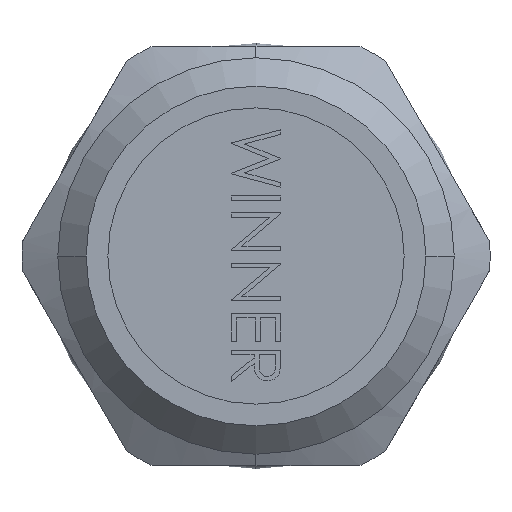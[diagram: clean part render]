
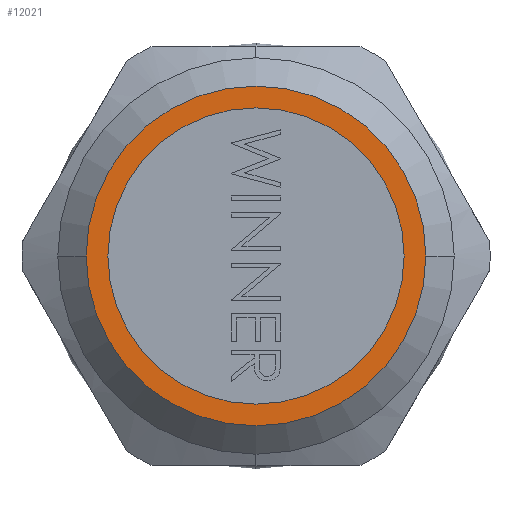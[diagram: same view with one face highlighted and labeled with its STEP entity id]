
A CAD part, left-side view. The second image highlights one B-rep face of the part: STEP entity #12021.
In plain terms, the highlighted planar face has unit normal (-1, 0, 0).
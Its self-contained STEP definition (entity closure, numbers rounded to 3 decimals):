
#93 = EDGE_LOOP ( 'NONE', ( #7320, #5987 ) ) ;
#767 = DIRECTION ( 'NONE',  ( 0., -1., 0. ) ) ;
#825 = DIRECTION ( 'NONE',  ( 0., 0., 1. ) ) ;
#1330 = DIRECTION ( 'NONE',  ( 0., -1., 0. ) ) ;
#1398 = VERTEX_POINT ( 'NONE', #6340 ) ;
#1462 = AXIS2_PLACEMENT_3D ( 'NONE', #12025, #6476, #825 ) ;
#2327 = CARTESIAN_POINT ( 'NONE',  ( -15.55, -9., 0. ) ) ;
#2412 = CARTESIAN_POINT ( 'NONE',  ( -15.55, 0., 0. ) ) ;
#3132 = EDGE_CURVE ( 'NONE', #10182, #10989, #6590, .T. ) ;
#3163 = CIRCLE ( 'NONE', #10565, 7.85 ) ;
#3663 = CARTESIAN_POINT ( 'NONE',  ( -15.55, 9., 0. ) ) ;
#4003 = EDGE_CURVE ( 'NONE', #10989, #10182, #10126, .T. ) ;
#4039 = CIRCLE ( 'NONE', #1462, 7.85 ) ;
#4403 = EDGE_LOOP ( 'NONE', ( #5267, #10740 ) ) ;
#4420 = EDGE_CURVE ( 'NONE', #1398, #8238, #4039, .T. ) ;
#4990 = DIRECTION ( 'NONE',  ( 1., 0., 0. ) ) ;
#5267 = ORIENTED_EDGE ( 'NONE', *, *, #10332, .F. ) ;
#5290 = DIRECTION ( 'NONE',  ( 0., 1., 0. ) ) ;
#5599 = CARTESIAN_POINT ( 'NONE',  ( -15.55, 0., 0. ) ) ;
#5840 = CARTESIAN_POINT ( 'NONE',  ( -15.55, 0., 7.85 ) ) ;
#5987 = ORIENTED_EDGE ( 'NONE', *, *, #4003, .F. ) ;
#6330 = CARTESIAN_POINT ( 'NONE',  ( -15.55, 0., 0. ) ) ;
#6340 = CARTESIAN_POINT ( 'NONE',  ( -15.55, 0., -7.85 ) ) ;
#6476 = DIRECTION ( 'NONE',  ( -1., 0., 0. ) ) ;
#6590 = CIRCLE ( 'NONE', #6982, 9. ) ;
#6982 = AXIS2_PLACEMENT_3D ( 'NONE', #5599, #12219, #767 ) ;
#7244 = PLANE ( 'NONE',  #7804 ) ;
#7320 = ORIENTED_EDGE ( 'NONE', *, *, #3132, .F. ) ;
#7804 = AXIS2_PLACEMENT_3D ( 'NONE', #2412, #10976, #5290 ) ;
#8238 = VERTEX_POINT ( 'NONE', #5840 ) ;
#9944 = DIRECTION ( 'NONE',  ( -1., 0., 0. ) ) ;
#10126 = CIRCLE ( 'NONE', #10620, 9. ) ;
#10182 = VERTEX_POINT ( 'NONE', #2327 ) ;
#10332 = EDGE_CURVE ( 'NONE', #8238, #1398, #3163, .T. ) ;
#10565 = AXIS2_PLACEMENT_3D ( 'NONE', #6330, #9944, #12006 ) ;
#10620 = AXIS2_PLACEMENT_3D ( 'NONE', #11657, #4990, #1330 ) ;
#10740 = ORIENTED_EDGE ( 'NONE', *, *, #4420, .F. ) ;
#10976 = DIRECTION ( 'NONE',  ( -1., 0., 0. ) ) ;
#10989 = VERTEX_POINT ( 'NONE', #3663 ) ;
#11437 = FACE_OUTER_BOUND ( 'NONE', #93, .T. ) ;
#11657 = CARTESIAN_POINT ( 'NONE',  ( -15.55, 0., 0. ) ) ;
#12006 = DIRECTION ( 'NONE',  ( 0., 0., 1. ) ) ;
#12021 = ADVANCED_FACE ( 'NONE', ( #11437, #12175 ), #7244, .T. ) ;
#12025 = CARTESIAN_POINT ( 'NONE',  ( -15.55, 0., 0. ) ) ;
#12175 = FACE_BOUND ( 'NONE', #4403, .T. ) ;
#12219 = DIRECTION ( 'NONE',  ( 1., 0., 0. ) ) ;
